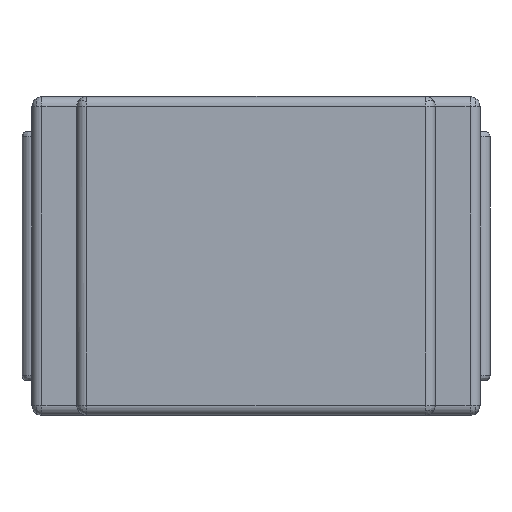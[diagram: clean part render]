
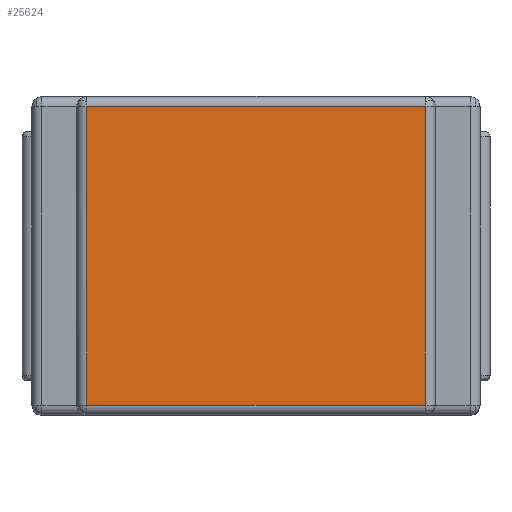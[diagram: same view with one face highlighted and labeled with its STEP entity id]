
A CAD part, top view. The second image highlights one B-rep face of the part: STEP entity #25624.
In plain terms, the highlighted planar face has unit normal (0, 0, 1).
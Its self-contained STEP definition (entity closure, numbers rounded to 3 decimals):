
#844 = DIRECTION ( 'NONE',  ( 1., 0., 0. ) ) ;
#1928 = VECTOR ( 'NONE', #5855, 1000. ) ;
#2405 = CARTESIAN_POINT ( 'NONE',  ( 1.7, 1.5, 2.6 ) ) ;
#2711 = CARTESIAN_POINT ( 'NONE',  ( 0., 1.5, 2.6 ) ) ;
#4349 = ORIENTED_EDGE ( 'NONE', *, *, #14734, .T. ) ;
#4741 = CARTESIAN_POINT ( 'NONE',  ( -1.7, -1.5, 2.6 ) ) ;
#5855 = DIRECTION ( 'NONE',  ( 0., -1., 0. ) ) ;
#6758 = LINE ( 'NONE', #2711, #20509 ) ;
#7756 = VERTEX_POINT ( 'NONE', #2405 ) ;
#7812 = CARTESIAN_POINT ( 'NONE',  ( -1.7, 0., 2.6 ) ) ;
#7884 = AXIS2_PLACEMENT_3D ( 'NONE', #13909, #17606, #9743 ) ;
#8536 = ORIENTED_EDGE ( 'NONE', *, *, #18830, .T. ) ;
#9100 = VECTOR ( 'NONE', #844, 1000. ) ;
#9743 = DIRECTION ( 'NONE',  ( 1., 0., 0. ) ) ;
#13040 = VERTEX_POINT ( 'NONE', #17537 ) ;
#13909 = CARTESIAN_POINT ( 'NONE',  ( 0., 0., 2.6 ) ) ;
#14041 = FACE_OUTER_BOUND ( 'NONE', #18210, .T. ) ;
#14688 = CARTESIAN_POINT ( 'NONE',  ( 0., -1.5, 2.6 ) ) ;
#14731 = DIRECTION ( 'NONE',  ( -1., 0., 0. ) ) ;
#14734 = EDGE_CURVE ( 'NONE', #13040, #15498, #17300, .T. ) ;
#15498 = VERTEX_POINT ( 'NONE', #4741 ) ;
#16716 = EDGE_CURVE ( 'NONE', #7756, #13040, #6758, .T. ) ;
#16901 = VERTEX_POINT ( 'NONE', #21709 ) ;
#17300 = LINE ( 'NONE', #7812, #1928 ) ;
#17537 = CARTESIAN_POINT ( 'NONE',  ( -1.7, 1.5, 2.6 ) ) ;
#17606 = DIRECTION ( 'NONE',  ( 0., 0., 1. ) ) ;
#18210 = EDGE_LOOP ( 'NONE', ( #8536, #22725, #4349, #18258 ) ) ;
#18258 = ORIENTED_EDGE ( 'NONE', *, *, #23879, .T. ) ;
#18779 = LINE ( 'NONE', #14688, #9100 ) ;
#18830 = EDGE_CURVE ( 'NONE', #16901, #7756, #20894, .T. ) ;
#19253 = VECTOR ( 'NONE', #20761, 1000. ) ;
#20509 = VECTOR ( 'NONE', #14731, 1000. ) ;
#20761 = DIRECTION ( 'NONE',  ( 0., 1., 0. ) ) ;
#20894 = LINE ( 'NONE', #22840, #19253 ) ;
#21709 = CARTESIAN_POINT ( 'NONE',  ( 1.7, -1.5, 2.6 ) ) ;
#22038 = PLANE ( 'NONE',  #7884 ) ;
#22725 = ORIENTED_EDGE ( 'NONE', *, *, #16716, .T. ) ;
#22840 = CARTESIAN_POINT ( 'NONE',  ( 1.7, 0., 2.6 ) ) ;
#23879 = EDGE_CURVE ( 'NONE', #15498, #16901, #18779, .T. ) ;
#25624 = ADVANCED_FACE ( 'NONE', ( #14041 ), #22038, .T. ) ;
